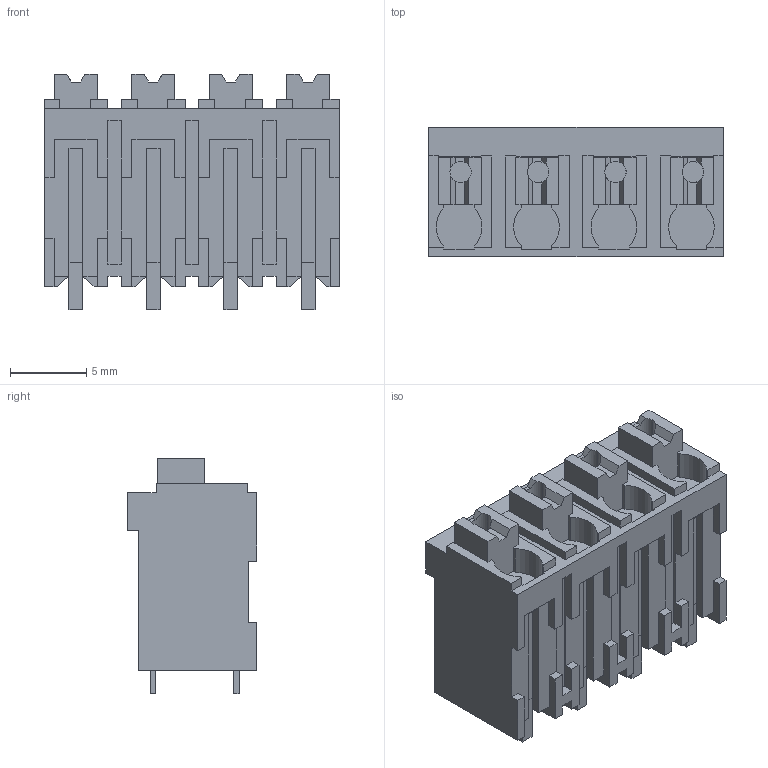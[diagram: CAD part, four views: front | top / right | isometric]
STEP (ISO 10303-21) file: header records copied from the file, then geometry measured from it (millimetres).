
FILE_DESCRIPTION(('CATIA V5 STEP Exchange','CAx-IF Rec.Pracs.--- Model Styling and Organization---1.2---2011-12-15'),'2;1');
FILE_NAME ('D1458190_0_1876410000_1876410000.stp','2018-03-20T09:00:11+00:00',('none'),('Weidmueller'),'CATIA Version 5-6 Release 2014','CATIA V5 STEP AP214','none');
FILE_SCHEMA(('AUTOMOTIVE_DESIGN { 1 0 10303 214 1 1 1 1 }'));
Length unit declared in the file: millimetre
Products named in the file (1): 1876410000 
Bounding box: 19.34 x 8.5 x 15.45 mm (x, y, z)
Volume: 1588.6 mm3; surface area: 1692.9 mm2
Topology: 13 solids, 13 shells, 358 faces, 998 edges, 668 vertices
Faces by surface type: plane 342, cylinder 16
Entity records: 11057 total; most frequent: CARTESIAN_POINT 2046, ORIENTED_EDGE 1996, DIRECTION 1480, EDGE_CURVE 998, VECTOR 934, LINE 934, VERTEX_POINT 668, EDGE_LOOP 360
